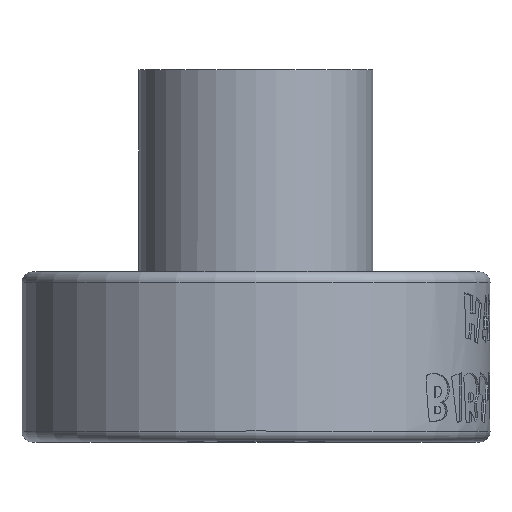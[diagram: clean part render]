
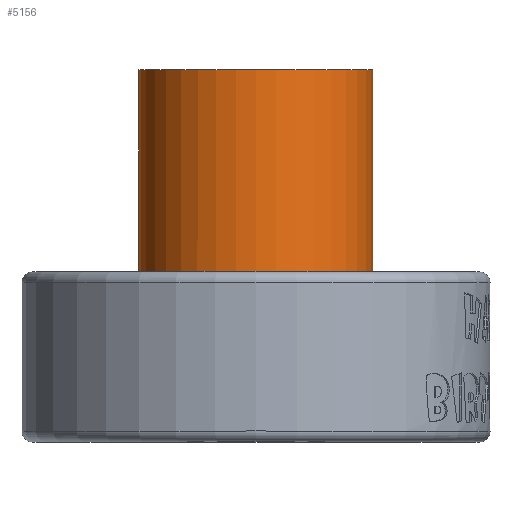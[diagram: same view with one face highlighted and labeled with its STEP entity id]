
A CAD part, top view. The second image highlights one B-rep face of the part: STEP entity #5156.
In plain terms, the highlighted cylindrical face has radius 55 mm (diameter 110 mm), a full revolution.
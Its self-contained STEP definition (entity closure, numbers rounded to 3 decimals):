
#278=CIRCLE('',#5433,55.);
#279=CIRCLE('',#5434,55.);
#635=LINE('',#13123,#991);
#991=VECTOR('',#6300,55.);
#1408=FACE_OUTER_BOUND('',#1762,.T.);
#1762=EDGE_LOOP('',(#4805,#4806,#4807,#4808));
#2559=VERTEX_POINT('',#13120);
#2560=VERTEX_POINT('',#13122);
#3308=EDGE_CURVE('',#2559,#2559,#278,.T.);
#3309=EDGE_CURVE('',#2559,#2560,#635,.T.);
#3310=EDGE_CURVE('',#2560,#2560,#279,.T.);
#4805=ORIENTED_EDGE('',*,*,#3308,.T.);
#4806=ORIENTED_EDGE('',*,*,#3309,.T.);
#4807=ORIENTED_EDGE('',*,*,#3310,.T.);
#4808=ORIENTED_EDGE('',*,*,#3309,.F.);
#4869=CYLINDRICAL_SURFACE('',#5432,55.);
#5156=ADVANCED_FACE('',(#1408),#4869,.T.);
#5432=AXIS2_PLACEMENT_3D('',#13119,#6296,#6297);
#5433=AXIS2_PLACEMENT_3D('',#13121,#6298,#6299);
#5434=AXIS2_PLACEMENT_3D('',#13124,#6301,#6302);
#6296=DIRECTION('center_axis',(0.,-1.,0.));
#6297=DIRECTION('ref_axis',(1.,0.,0.));
#6298=DIRECTION('center_axis',(0.,1.,0.));
#6299=DIRECTION('ref_axis',(1.,0.,0.));
#6300=DIRECTION('',(0.,1.,0.));
#6301=DIRECTION('center_axis',(0.,-1.,0.));
#6302=DIRECTION('ref_axis',(1.,0.,0.));
#13119=CARTESIAN_POINT('Origin',(0.,135.,0.));
#13120=CARTESIAN_POINT('',(-55.,36.,0.));
#13121=CARTESIAN_POINT('Origin',(0.,36.,0.));
#13122=CARTESIAN_POINT('',(-55.,135.,0.));
#13123=CARTESIAN_POINT('',(-55.,135.,0.));
#13124=CARTESIAN_POINT('Origin',(0.,135.,0.));
